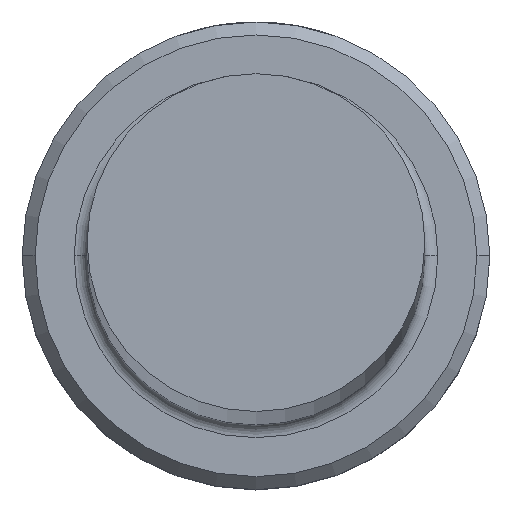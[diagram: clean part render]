
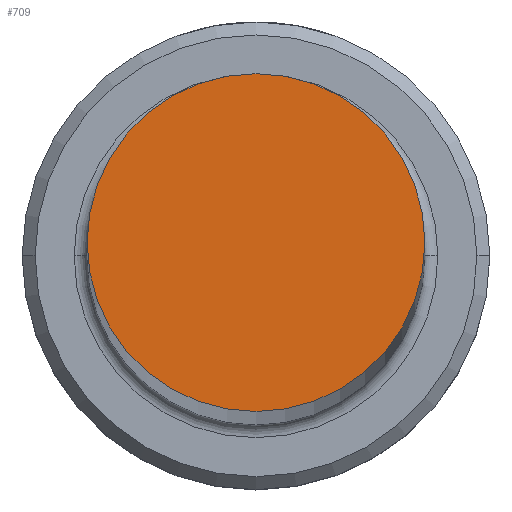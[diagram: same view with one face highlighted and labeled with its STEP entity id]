
A CAD part, top view. The second image highlights one B-rep face of the part: STEP entity #709.
In plain terms, the highlighted planar face has unit normal (0, 0, 1).
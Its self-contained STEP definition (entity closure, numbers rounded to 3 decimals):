
#36 = EDGE_LOOP ( 'NONE', ( #299, #933 ) ) ;
#162 = VERTEX_POINT ( 'NONE', #271 ) ;
#182 = FACE_OUTER_BOUND ( 'NONE', #36, .T. ) ;
#246 = CARTESIAN_POINT ( 'NONE',  ( 0., 0., 300. ) ) ;
#258 = CARTESIAN_POINT ( 'NONE',  ( 0., 0., 300. ) ) ;
#260 = EDGE_CURVE ( 'NONE', #519, #162, #1021, .T. ) ;
#271 = CARTESIAN_POINT ( 'NONE',  ( 6.5, 0., 300. ) ) ;
#274 = AXIS2_PLACEMENT_3D ( 'NONE', #1051, #1032, #968 ) ;
#299 = ORIENTED_EDGE ( 'NONE', *, *, #260, .T. ) ;
#332 = DIRECTION ( 'NONE',  ( 1., 0., 0. ) ) ;
#447 = PLANE ( 'NONE',  #466 ) ;
#466 = AXIS2_PLACEMENT_3D ( 'NONE', #258, #1089, #548 ) ;
#519 = VERTEX_POINT ( 'NONE', #592 ) ;
#548 = DIRECTION ( 'NONE',  ( 1., 0., 0. ) ) ;
#552 = CIRCLE ( 'NONE', #829, 6.5 ) ;
#592 = CARTESIAN_POINT ( 'NONE',  ( -6.5, 0., 300. ) ) ;
#709 = ADVANCED_FACE ( 'NONE', ( #182 ), #447, .T. ) ;
#829 = AXIS2_PLACEMENT_3D ( 'NONE', #246, #908, #332 ) ;
#908 = DIRECTION ( 'NONE',  ( 0., 0., 1. ) ) ;
#933 = ORIENTED_EDGE ( 'NONE', *, *, #1153, .T. ) ;
#968 = DIRECTION ( 'NONE',  ( 1., 0., 0. ) ) ;
#1021 = CIRCLE ( 'NONE', #274, 6.5 ) ;
#1032 = DIRECTION ( 'NONE',  ( 0., 0., 1. ) ) ;
#1051 = CARTESIAN_POINT ( 'NONE',  ( 0., 0., 300. ) ) ;
#1089 = DIRECTION ( 'NONE',  ( 0., 0., 1. ) ) ;
#1153 = EDGE_CURVE ( 'NONE', #162, #519, #552, .T. ) ;
